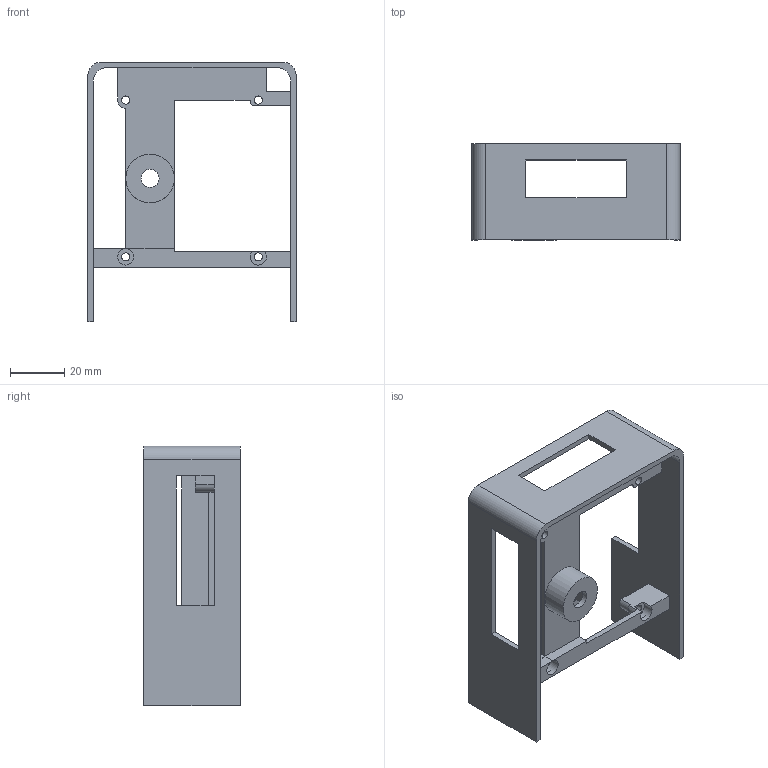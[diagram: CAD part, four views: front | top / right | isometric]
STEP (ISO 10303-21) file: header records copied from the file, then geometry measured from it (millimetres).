
FILE_DESCRIPTION(/* description */ (''),/* implementation_level */ '2;1');
FILE_NAME(/* name */ 'EnclosureBack 2.0 V1 v4.step',/* time_stamp */ '2025-09-29T15:49:11-04:00',/* author */ (''),/* organization */ (''),/* preprocessor_version */ 'ST-DEVELOPER v20.1',/* originating_system */ 'Autodesk Translation Framework v14.17.0.0',/* authorisation */ '');
FILE_SCHEMA (('AUTOMOTIVE_DESIGN { 1 0 10303 214 3 1 1 }'));
Length unit declared in the file: millimetre
Products named in the file (1): EnclosureBack 2.0 V1
Bounding box: 77 x 35.5 x 96 mm (x, y, z)
Volume: 23258.1 mm3; surface area: 23548.4 mm2
Topology: 1 solids, 1 shells, 75 faces, 217 edges, 142 vertices
Faces by surface type: plane 56, cylinder 19
Full cylindrical faces by diameter (mm): 3 x4, 6.7 x2, 18 x1
Entity records: 2547 total; most frequent: ORIENTED_EDGE 442, CARTESIAN_POINT 439, DIRECTION 417, EDGE_CURVE 221, LINE 177, VECTOR 177, VERTEX_POINT 142, AXIS2_PLACEMENT_3D 120
